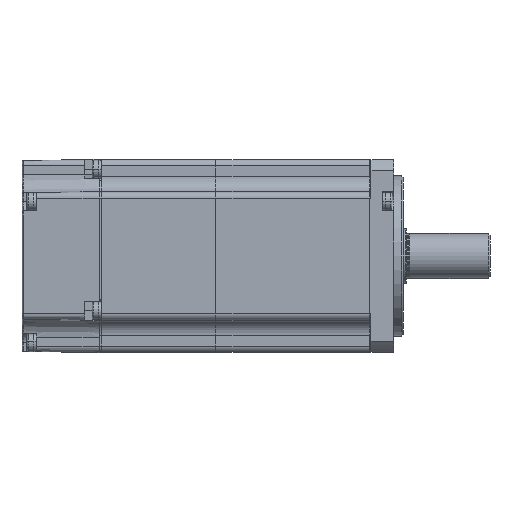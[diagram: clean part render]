
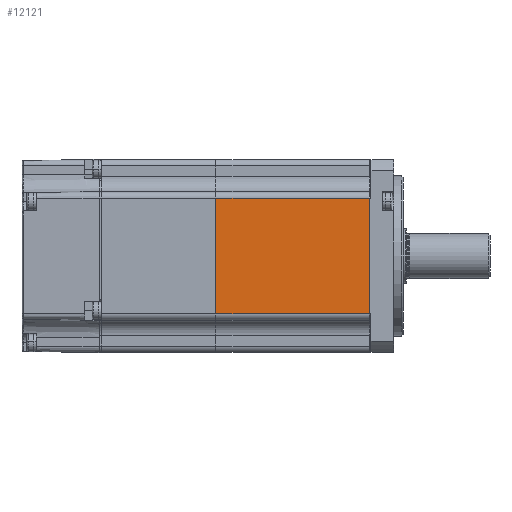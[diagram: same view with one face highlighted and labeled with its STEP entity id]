
A CAD part, front view. The second image highlights one B-rep face of the part: STEP entity #12121.
In plain terms, the highlighted planar face has unit normal (0, -1, 0).
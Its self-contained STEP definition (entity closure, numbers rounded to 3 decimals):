
#1280 = ORIENTED_EDGE ( 'NONE', *, *, #23832, .T. ) ;
#3231 = VECTOR ( 'NONE', #4929, 1000. ) ;
#4020 = VECTOR ( 'NONE', #5531, 1000. ) ;
#4038 = CARTESIAN_POINT ( 'NONE',  ( 11.608, -22.537, 78. ) ) ;
#4490 = AXIS2_PLACEMENT_3D ( 'NONE', #7203, #21124, #9271 ) ;
#4929 = DIRECTION ( 'NONE',  ( -1., 0., 0. ) ) ;
#5224 = ORIENTED_EDGE ( 'NONE', *, *, #20679, .F. ) ;
#5531 = DIRECTION ( 'NONE',  ( 0., 0., -1. ) ) ;
#6240 = CARTESIAN_POINT ( 'NONE',  ( -36.092, -22.537, 42. ) ) ;
#6686 = ORIENTED_EDGE ( 'NONE', *, *, #18012, .F. ) ;
#6970 = VECTOR ( 'NONE', #18920, 1000. ) ;
#7203 = CARTESIAN_POINT ( 'NONE',  ( 11.608, -22.537, 78. ) ) ;
#7955 = VERTEX_POINT ( 'NONE', #17116 ) ;
#8231 = EDGE_LOOP ( 'NONE', ( #1280, #6686, #5224, #9613 ) ) ;
#9115 = LINE ( 'NONE', #22659, #3231 ) ;
#9271 = DIRECTION ( 'NONE',  ( 0., 0., 1. ) ) ;
#9613 = ORIENTED_EDGE ( 'NONE', *, *, #23524, .T. ) ;
#12121 = ADVANCED_FACE ( 'NONE', ( #15601 ), #15144, .F. ) ;
#12201 = LINE ( 'NONE', #20817, #6970 ) ;
#13918 = LINE ( 'NONE', #15398, #4020 ) ;
#15025 = VECTOR ( 'NONE', #19862, 1000. ) ;
#15144 = PLANE ( 'NONE',  #4490 ) ;
#15398 = CARTESIAN_POINT ( 'NONE',  ( 11.608, -22.537, 78. ) ) ;
#15601 = FACE_OUTER_BOUND ( 'NONE', #8231, .T. ) ;
#17116 = CARTESIAN_POINT ( 'NONE',  ( -36.092, -22.537, 78. ) ) ;
#18012 = EDGE_CURVE ( 'NONE', #20458, #18792, #9115, .T. ) ;
#18772 = VERTEX_POINT ( 'NONE', #20089 ) ;
#18792 = VERTEX_POINT ( 'NONE', #6240 ) ;
#18920 = DIRECTION ( 'NONE',  ( 0., 0., -1. ) ) ;
#19862 = DIRECTION ( 'NONE',  ( -1., 0., 0. ) ) ;
#20089 = CARTESIAN_POINT ( 'NONE',  ( 11.608, -22.537, 78. ) ) ;
#20275 = LINE ( 'NONE', #4038, #15025 ) ;
#20349 = CARTESIAN_POINT ( 'NONE',  ( 11.608, -22.537, 42. ) ) ;
#20458 = VERTEX_POINT ( 'NONE', #20349 ) ;
#20679 = EDGE_CURVE ( 'NONE', #18772, #20458, #13918, .T. ) ;
#20817 = CARTESIAN_POINT ( 'NONE',  ( -36.092, -22.537, 78. ) ) ;
#21124 = DIRECTION ( 'NONE',  ( 0., 1., 0. ) ) ;
#22659 = CARTESIAN_POINT ( 'NONE',  ( 11.608, -22.537, 42. ) ) ;
#23524 = EDGE_CURVE ( 'NONE', #18772, #7955, #20275, .T. ) ;
#23832 = EDGE_CURVE ( 'NONE', #7955, #18792, #12201, .T. ) ;
